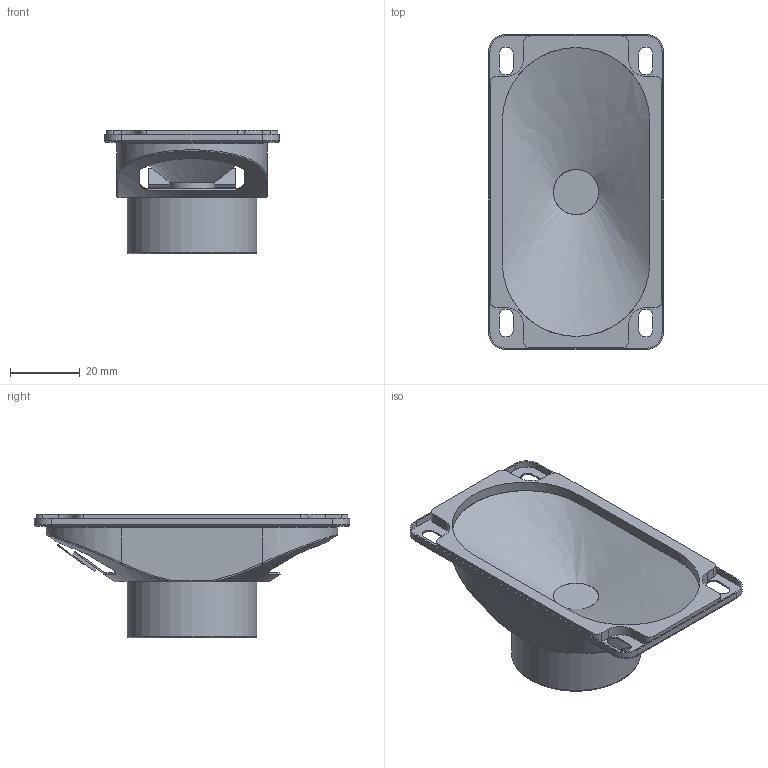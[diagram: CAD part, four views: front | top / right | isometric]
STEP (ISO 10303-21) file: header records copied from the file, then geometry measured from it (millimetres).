
FILE_DESCRIPTION(/* description */ ('Alibre Inc.'),/* implementation_level */ '2;1');
FILE_NAME(/* name */ 'export0',/* time_stamp */ '2018-03-20T20:31:19-05:00',/* author */ (''),/* organization */ (''),/* preprocessor_version */ 'ST-DEVELOPER v14',/* originating_system */ 'Alibre',/* authorisation */ '');
FILE_SCHEMA (('AUTOMOTIVE_DESIGN'));
Length unit declared in the file: centimetre
Bounding box: 50.1 x 90.2 x 35.4 mm (x, y, z)
Volume: 24845.4 mm3; surface area: 23480.1 mm2
Topology: 1 solids, 1 shells, 165 faces, 426 edges, 272 vertices
Faces by surface type: plane 73, cylinder 49, bspline 24, torus 11, sphere 4, cone 4
Full cylindrical faces by diameter (mm): 1.5 x2, 13 x1, 37 x2
Entity records: 8340 total; most frequent: CARTESIAN_POINT 4634, ORIENTED_EDGE 834, DIRECTION 619, EDGE_CURVE 417, VERTEX_POINT 271, AXIS2_PLACEMENT_3D 254, EDGE_LOOP 198, FACE_BOUND 198
